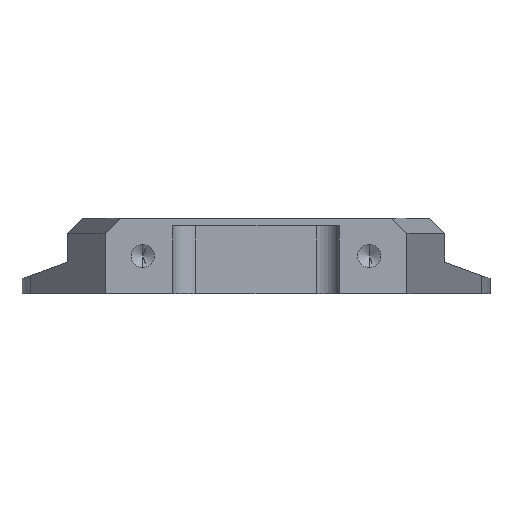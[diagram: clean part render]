
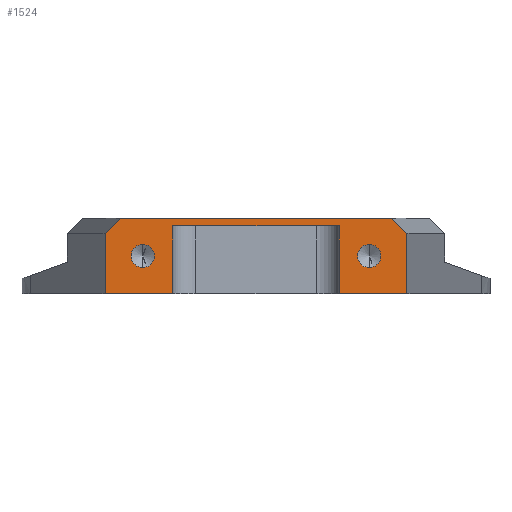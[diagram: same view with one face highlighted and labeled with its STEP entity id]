
A CAD part, left-side view. The second image highlights one B-rep face of the part: STEP entity #1524.
In plain terms, the highlighted planar face has unit normal (-1, 0, 0).
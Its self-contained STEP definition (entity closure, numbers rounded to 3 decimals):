
#21 = EDGE_CURVE ( 'NONE', #2502, #1163, #2790, .T. ) ;
#29 = DIRECTION ( 'NONE',  ( 0., 0., 1. ) ) ;
#56 = ORIENTED_EDGE ( 'NONE', *, *, #1692, .T. ) ;
#111 = DIRECTION ( 'NONE',  ( -1., 0., 0. ) ) ;
#184 = CIRCLE ( 'NONE', #1638, 1.55 ) ;
#206 = EDGE_LOOP ( 'NONE', ( #3423, #607, #3475, #2151, #1575, #3879, #56, #3416, #3712, #2497 ) ) ;
#247 = CARTESIAN_POINT ( 'NONE',  ( -105., -15., 1.55 ) ) ;
#306 = VERTEX_POINT ( 'NONE', #3980 ) ;
#336 = DIRECTION ( 'NONE',  ( -1., 0., 0. ) ) ;
#447 = CARTESIAN_POINT ( 'NONE',  ( -105., 20., -5. ) ) ;
#495 = ORIENTED_EDGE ( 'NONE', *, *, #1295, .F. ) ;
#501 = EDGE_LOOP ( 'NONE', ( #3132, #495 ) ) ;
#551 = CARTESIAN_POINT ( 'NONE',  ( -105., 20., -5. ) ) ;
#591 = CARTESIAN_POINT ( 'NONE',  ( -105., -15., 0. ) ) ;
#596 = AXIS2_PLACEMENT_3D ( 'NONE', #591, #1961, #2252 ) ;
#607 = ORIENTED_EDGE ( 'NONE', *, *, #1601, .T. ) ;
#643 = DIRECTION ( 'NONE',  ( 0., 0., 1. ) ) ;
#646 = VERTEX_POINT ( 'NONE', #2404 ) ;
#735 = DIRECTION ( 'NONE',  ( 0., 0., 1. ) ) ;
#766 = CARTESIAN_POINT ( 'NONE',  ( -105., 11., 4. ) ) ;
#777 = VERTEX_POINT ( 'NONE', #447 ) ;
#827 = CIRCLE ( 'NONE', #596, 1.55 ) ;
#907 = CARTESIAN_POINT ( 'NONE',  ( -105., 20., 5. ) ) ;
#949 = VERTEX_POINT ( 'NONE', #3548 ) ;
#987 = CARTESIAN_POINT ( 'NONE',  ( -105., -15., 0. ) ) ;
#1090 = VERTEX_POINT ( 'NONE', #2501 ) ;
#1101 = VERTEX_POINT ( 'NONE', #1594 ) ;
#1163 = VERTEX_POINT ( 'NONE', #2578 ) ;
#1295 = EDGE_CURVE ( 'NONE', #2051, #3780, #827, .T. ) ;
#1301 = LINE ( 'NONE', #2141, #3269 ) ;
#1384 = ORIENTED_EDGE ( 'NONE', *, *, #2755, .F. ) ;
#1389 = CARTESIAN_POINT ( 'NONE',  ( -105., 11., 4. ) ) ;
#1395 = LINE ( 'NONE', #3282, #3145 ) ;
#1399 = CIRCLE ( 'NONE', #2918, 1.55 ) ;
#1448 = VECTOR ( 'NONE', #1822, 1000. ) ;
#1459 = LINE ( 'NONE', #907, #3474 ) ;
#1524 = ADVANCED_FACE ( 'NONE', ( #1855, #2063, #1596 ), #2093, .T. ) ;
#1575 = ORIENTED_EDGE ( 'NONE', *, *, #2784, .F. ) ;
#1594 = CARTESIAN_POINT ( 'NONE',  ( -105., -20., 3. ) ) ;
#1596 = FACE_BOUND ( 'NONE', #2744, .T. ) ;
#1601 = EDGE_CURVE ( 'NONE', #1101, #949, #2265, .T. ) ;
#1611 = VECTOR ( 'NONE', #2310, 1000. ) ;
#1632 = CARTESIAN_POINT ( 'NONE',  ( -105., 11., -5. ) ) ;
#1638 = AXIS2_PLACEMENT_3D ( 'NONE', #987, #2334, #643 ) ;
#1665 = VERTEX_POINT ( 'NONE', #3157 ) ;
#1692 = EDGE_CURVE ( 'NONE', #1665, #2502, #3336, .T. ) ;
#1722 = VECTOR ( 'NONE', #1841, 1000. ) ;
#1727 = DIRECTION ( 'NONE',  ( 0., 0., 1. ) ) ;
#1771 = EDGE_CURVE ( 'NONE', #3780, #2051, #184, .T. ) ;
#1822 = DIRECTION ( 'NONE',  ( 0., 0.712, -0.702 ) ) ;
#1841 = DIRECTION ( 'NONE',  ( 0., -1., 0. ) ) ;
#1855 = FACE_BOUND ( 'NONE', #501, .T. ) ;
#1862 = CARTESIAN_POINT ( 'NONE',  ( -105., 3.726, 19.053 ) ) ;
#1874 = VECTOR ( 'NONE', #2843, 1000. ) ;
#1921 = LINE ( 'NONE', #1862, #1448 ) ;
#1945 = DIRECTION ( 'NONE',  ( 0., 0., 1. ) ) ;
#1961 = DIRECTION ( 'NONE',  ( -1., 0., 0. ) ) ;
#2039 = LINE ( 'NONE', #2565, #1874 ) ;
#2051 = VERTEX_POINT ( 'NONE', #3087 ) ;
#2063 = FACE_OUTER_BOUND ( 'NONE', #206, .T. ) ;
#2070 = ORIENTED_EDGE ( 'NONE', *, *, #2884, .F. ) ;
#2074 = CARTESIAN_POINT ( 'NONE',  ( -105., -11., -5. ) ) ;
#2093 = PLANE ( 'NONE',  #2457 ) ;
#2132 = VERTEX_POINT ( 'NONE', #2853 ) ;
#2141 = CARTESIAN_POINT ( 'NONE',  ( -105., -20., -5. ) ) ;
#2151 = ORIENTED_EDGE ( 'NONE', *, *, #3198, .T. ) ;
#2163 = DIRECTION ( 'NONE',  ( 0., 0.712, 0.702 ) ) ;
#2252 = DIRECTION ( 'NONE',  ( 0., 0., 1. ) ) ;
#2265 = LINE ( 'NONE', #4192, #2878 ) ;
#2284 = DIRECTION ( 'NONE',  ( 0., 0., 1. ) ) ;
#2310 = DIRECTION ( 'NONE',  ( 0., 0., 1. ) ) ;
#2324 = CARTESIAN_POINT ( 'NONE',  ( -105., 15., 0. ) ) ;
#2334 = DIRECTION ( 'NONE',  ( -1., 0., 0. ) ) ;
#2404 = CARTESIAN_POINT ( 'NONE',  ( -105., 17.972, 5. ) ) ;
#2441 = VERTEX_POINT ( 'NONE', #2074 ) ;
#2457 = AXIS2_PLACEMENT_3D ( 'NONE', #3031, #111, #1727 ) ;
#2480 = LINE ( 'NONE', #4273, #1611 ) ;
#2497 = ORIENTED_EDGE ( 'NONE', *, *, #2550, .T. ) ;
#2501 = CARTESIAN_POINT ( 'NONE',  ( -105., 15., 1.55 ) ) ;
#2502 = VERTEX_POINT ( 'NONE', #1389 ) ;
#2505 = CARTESIAN_POINT ( 'NONE',  ( -105., -20., -5. ) ) ;
#2550 = EDGE_CURVE ( 'NONE', #2441, #2587, #1301, .T. ) ;
#2565 = CARTESIAN_POINT ( 'NONE',  ( -105., -11., -5. ) ) ;
#2578 = CARTESIAN_POINT ( 'NONE',  ( -105., -11., 4. ) ) ;
#2587 = VERTEX_POINT ( 'NONE', #2505 ) ;
#2598 = LINE ( 'NONE', #551, #1722 ) ;
#2744 = EDGE_LOOP ( 'NONE', ( #1384, #2070 ) ) ;
#2755 = EDGE_CURVE ( 'NONE', #1090, #2132, #2941, .T. ) ;
#2784 = EDGE_CURVE ( 'NONE', #777, #306, #2480, .T. ) ;
#2790 = LINE ( 'NONE', #766, #3259 ) ;
#2843 = DIRECTION ( 'NONE',  ( 0., 0., 1. ) ) ;
#2853 = CARTESIAN_POINT ( 'NONE',  ( -105., 15., -1.55 ) ) ;
#2878 = VECTOR ( 'NONE', #2163, 1000. ) ;
#2884 = EDGE_CURVE ( 'NONE', #2132, #1090, #1399, .T. ) ;
#2918 = AXIS2_PLACEMENT_3D ( 'NONE', #2324, #3019, #735 ) ;
#2927 = CARTESIAN_POINT ( 'NONE',  ( -105., 15., 0. ) ) ;
#2941 = CIRCLE ( 'NONE', #3134, 1.55 ) ;
#3019 = DIRECTION ( 'NONE',  ( -1., 0., 0. ) ) ;
#3031 = CARTESIAN_POINT ( 'NONE',  ( -105., -20., -5. ) ) ;
#3087 = CARTESIAN_POINT ( 'NONE',  ( -105., -15., -1.55 ) ) ;
#3132 = ORIENTED_EDGE ( 'NONE', *, *, #1771, .F. ) ;
#3134 = AXIS2_PLACEMENT_3D ( 'NONE', #2927, #336, #2284 ) ;
#3145 = VECTOR ( 'NONE', #29, 1000. ) ;
#3157 = CARTESIAN_POINT ( 'NONE',  ( -105., 11., -5. ) ) ;
#3198 = EDGE_CURVE ( 'NONE', #646, #306, #1921, .T. ) ;
#3223 = DIRECTION ( 'NONE',  ( 0., -1., 0. ) ) ;
#3259 = VECTOR ( 'NONE', #3424, 1000. ) ;
#3269 = VECTOR ( 'NONE', #3451, 1000. ) ;
#3282 = CARTESIAN_POINT ( 'NONE',  ( -105., -20., -5. ) ) ;
#3336 = LINE ( 'NONE', #1632, #3796 ) ;
#3375 = EDGE_CURVE ( 'NONE', #2587, #1101, #1395, .T. ) ;
#3416 = ORIENTED_EDGE ( 'NONE', *, *, #21, .T. ) ;
#3423 = ORIENTED_EDGE ( 'NONE', *, *, #3375, .T. ) ;
#3424 = DIRECTION ( 'NONE',  ( 0., -1., 0. ) ) ;
#3451 = DIRECTION ( 'NONE',  ( 0., -1., 0. ) ) ;
#3474 = VECTOR ( 'NONE', #3223, 1000. ) ;
#3475 = ORIENTED_EDGE ( 'NONE', *, *, #4194, .F. ) ;
#3548 = CARTESIAN_POINT ( 'NONE',  ( -105., -17.972, 5. ) ) ;
#3712 = ORIENTED_EDGE ( 'NONE', *, *, #4017, .F. ) ;
#3780 = VERTEX_POINT ( 'NONE', #247 ) ;
#3796 = VECTOR ( 'NONE', #1945, 1000. ) ;
#3879 = ORIENTED_EDGE ( 'NONE', *, *, #4114, .T. ) ;
#3980 = CARTESIAN_POINT ( 'NONE',  ( -105., 20., 3. ) ) ;
#4017 = EDGE_CURVE ( 'NONE', #2441, #1163, #2039, .T. ) ;
#4114 = EDGE_CURVE ( 'NONE', #777, #1665, #2598, .T. ) ;
#4192 = CARTESIAN_POINT ( 'NONE',  ( -105., -24., -0.945 ) ) ;
#4194 = EDGE_CURVE ( 'NONE', #646, #949, #1459, .T. ) ;
#4273 = CARTESIAN_POINT ( 'NONE',  ( -105., 20., -5. ) ) ;
